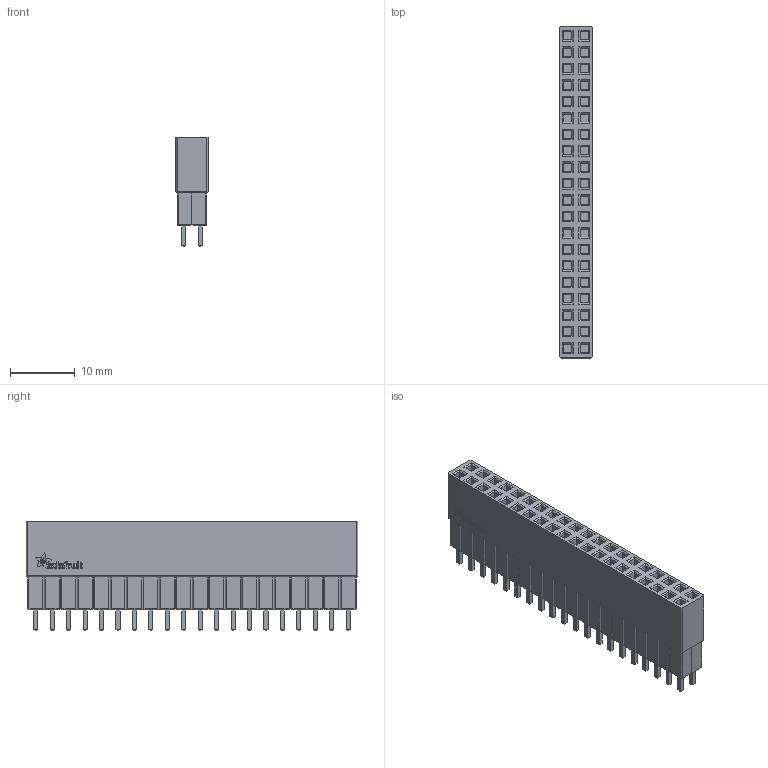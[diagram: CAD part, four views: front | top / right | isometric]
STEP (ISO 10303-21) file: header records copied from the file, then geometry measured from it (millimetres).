
FILE_DESCRIPTION(/* description */ (''),/* implementation_level */ '2;1');
FILE_NAME(/* name */ '2.stp',/* time_stamp */ '2021-04-16T15:02:22+02:00',/* author */ ('k'),/* organization */ (''),/* preprocessor_version */ 'ST-DEVELOPER v15.6',/* originating_system */ 'Autodesk Inventor 2015',/* authorisation */ '');
FILE_SCHEMA (('AUTOMOTIVE_DESIGN { 1 0 10303 214 3 1 1 }'));
Products named in the file (7): 1; 2; 3; 5; Adafruit Logo adjustable
Bounding box: 5 x 51.3 x 17 mm (x, y, z)
Volume: 3125.3 mm3; surface area: 5069.3 mm2
Topology: 72 solids, 72 shells, 1447 faces, 3349 edges, 2086 vertices
Faces by surface type: plane 1379, bspline 53, cylinder 15
Entity records: 40155 total; most frequent: CARTESIAN_POINT 7700, ORIENTED_EDGE 6698, DIRECTION 6087, EDGE_CURVE 3349, LINE 3213, VECTOR 3213, VERTEX_POINT 2086, EDGE_LOOP 1503
